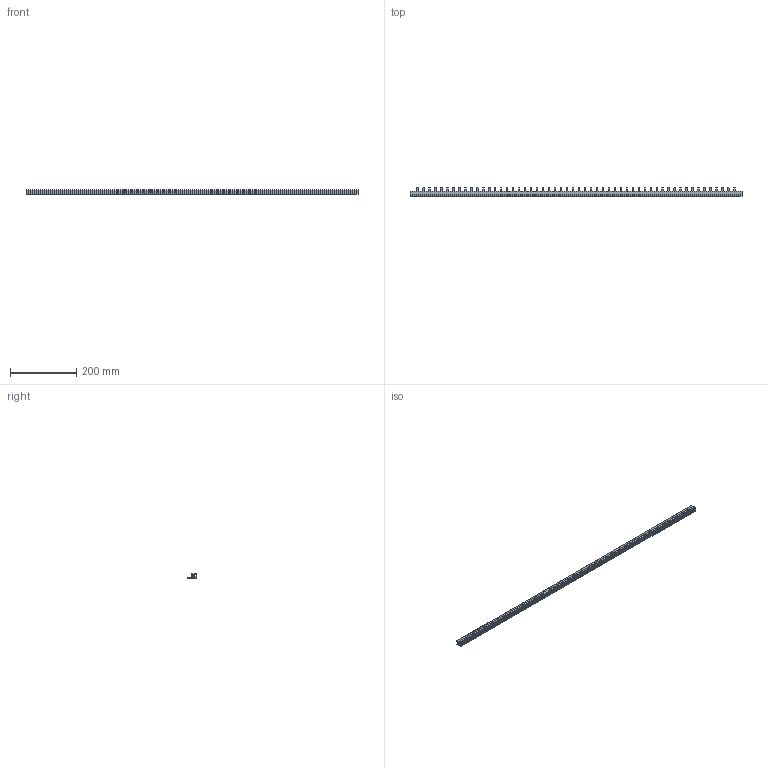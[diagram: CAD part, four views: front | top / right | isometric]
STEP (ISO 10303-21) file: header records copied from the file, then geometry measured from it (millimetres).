
FILE_DESCRIPTION((''),'2;1');
FILE_NAME('ASM0001_ASM','2024-04-07T',('dell'),(''),'PRO/ENGINEER BY PARAMETRIC TECHNOLOGY CORPORATION, 2013230','PRO/ENGINEER BY PARAMETRIC TECHNOLOGY CORPORATION, 2013230','');
FILE_SCHEMA(('AUTOMOTIVE_DESIGN { 1 0 10303 214 1 1 1 1 }'));
Length unit declared in the file: millimetre
Products named in the file (1): ASM0001_ASM
Bounding box: 1000 x 27 x 15.02 mm (x, y, z)
Volume: 118897.7 mm3; surface area: 184241.6 mm2
Topology: 1 solids, 1 shells, 986 faces, 2916 edges, 1896 vertices
Faces by surface type: plane 630, cylinder 356
Entity records: 32949 total; most frequent: ORIENTED_EDGE 5832, CARTESIAN_POINT 5800, DIRECTION 5672, EDGE_CURVE 2916, VECTOR 2132, LINE 2132, VERTEX_POINT 1896, AXIS2_PLACEMENT_3D 1770
